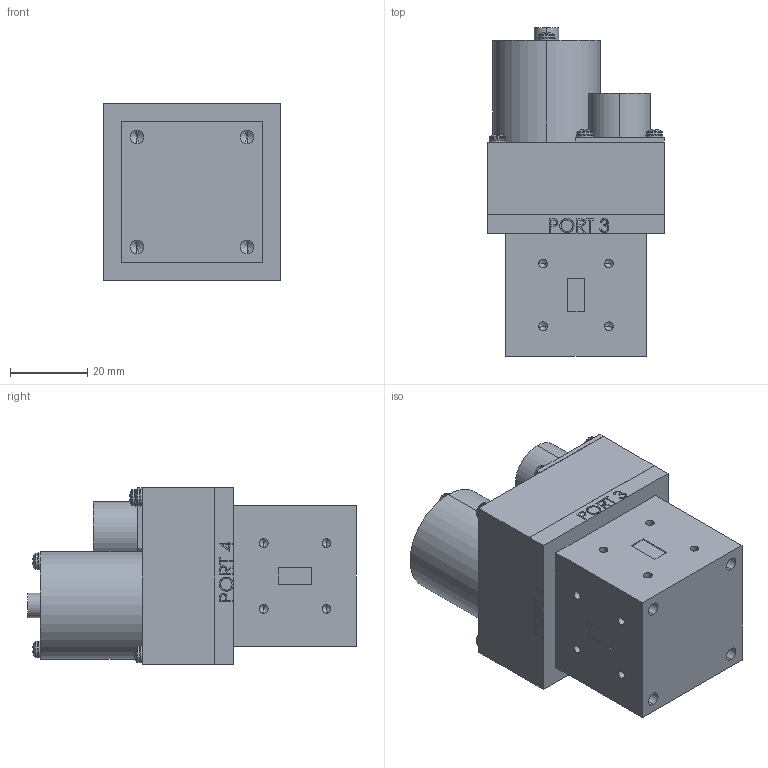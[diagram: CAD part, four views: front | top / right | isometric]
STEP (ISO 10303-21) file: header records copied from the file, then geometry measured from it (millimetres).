
FILE_DESCRIPTION (( 'STEP AP203' ), '1' );
FILE_NAME ('SWJ-34-TS.STEP', '2022-01-13T06:00:49', ( '' ), ( '' ), 'SwSTEP 2.0', 'SolidWorks 2021', '' );
FILE_SCHEMA (( 'CONFIG_CONTROL_DESIGN' ));
Length unit declared in the file: inch
Products named in the file (1): SWJ-34-TS
Bounding box: 45.72 x 85.22 x 45.72 mm (x, y, z)
Volume: 108914.6 mm3; surface area: 18473.6 mm2
Topology: 1 solids, 1 shells, 925 faces, 2481 edges, 1606 vertices
Faces by surface type: plane 470, cylinder 194, bspline 125, cone 88, torus 32, sphere 16
Entity records: 36659 total; most frequent: CARTESIAN_POINT 14601, ORIENTED_EDGE 4882, DIRECTION 4093, EDGE_CURVE 2441, VERTEX_POINT 1606, LINE 1371, VECTOR 1371, AXIS2_PLACEMENT_3D 1361
